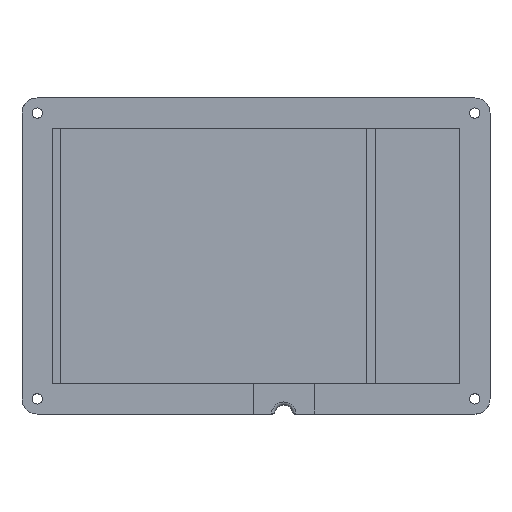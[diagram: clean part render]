
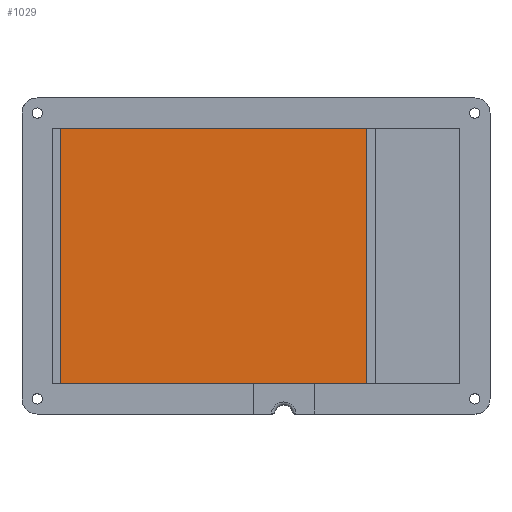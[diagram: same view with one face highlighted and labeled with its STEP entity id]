
A CAD part, top view. The second image highlights one B-rep face of the part: STEP entity #1029.
In plain terms, the highlighted planar face has unit normal (0, 0, 1).
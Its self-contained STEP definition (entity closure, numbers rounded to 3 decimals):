
#34=PLANE('',#1129);
#107=FACE_OUTER_BOUND('',#174,.T.);
#174=EDGE_LOOP('',(#783,#784,#785,#786));
#302=LINE('',#1808,#381);
#309=LINE('',#1822,#388);
#317=LINE('',#1838,#396);
#318=LINE('',#1839,#397);
#381=VECTOR('',#1301,10.);
#388=VECTOR('',#1312,10.);
#396=VECTOR('',#1322,10.);
#397=VECTOR('',#1323,10.);
#478=VERTEX_POINT('',#1806);
#479=VERTEX_POINT('',#1807);
#484=VERTEX_POINT('',#1821);
#491=VERTEX_POINT('',#1837);
#586=EDGE_CURVE('',#478,#479,#302,.T.);
#593=EDGE_CURVE('',#478,#484,#309,.T.);
#601=EDGE_CURVE('',#491,#479,#317,.T.);
#602=EDGE_CURVE('',#491,#484,#318,.T.);
#783=ORIENTED_EDGE('',*,*,#586,.T.);
#784=ORIENTED_EDGE('',*,*,#601,.F.);
#785=ORIENTED_EDGE('',*,*,#602,.T.);
#786=ORIENTED_EDGE('',*,*,#593,.F.);
#1029=ADVANCED_FACE('',(#107),#34,.T.);
#1129=AXIS2_PLACEMENT_3D('',#1836,#1320,#1321);
#1301=DIRECTION('',(0.,-1.,0.));
#1312=DIRECTION('',(1.,0.,0.));
#1320=DIRECTION('center_axis',(0.,0.,1.));
#1321=DIRECTION('ref_axis',(1.,0.,0.));
#1322=DIRECTION('',(-1.,0.,0.));
#1323=DIRECTION('',(0.,1.,0.));
#1806=CARTESIAN_POINT('',(-120.378,83.9,3.));
#1807=CARTESIAN_POINT('',(-120.378,0.,3.));
#1808=CARTESIAN_POINT('',(-120.378,20.975,3.));
#1821=CARTESIAN_POINT('',(-19.781,83.9,3.));
#1822=CARTESIAN_POINT('',(-89.65,83.9,3.));
#1836=CARTESIAN_POINT('Origin',(-56.2,41.95,3.));
#1837=CARTESIAN_POINT('',(-19.781,0.,3.));
#1838=CARTESIAN_POINT('',(-22.75,0.,3.));
#1839=CARTESIAN_POINT('',(-19.781,62.925,3.));
